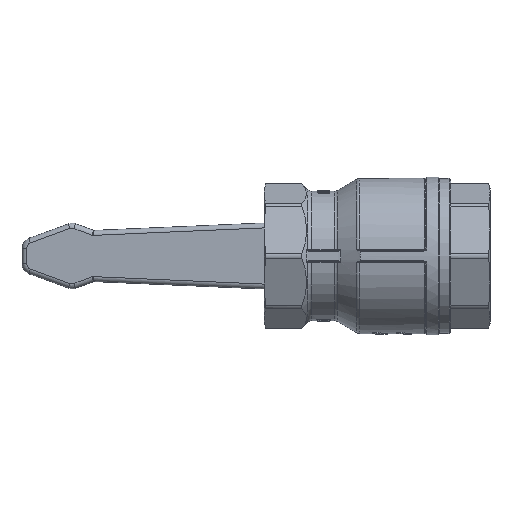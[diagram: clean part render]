
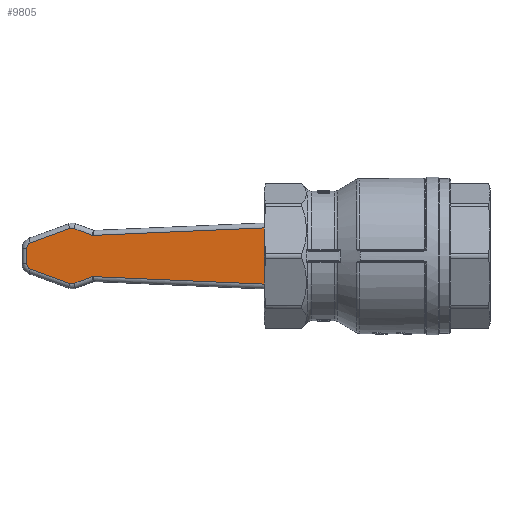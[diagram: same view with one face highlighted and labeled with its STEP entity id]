
A CAD part, front view. The second image highlights one B-rep face of the part: STEP entity #9805.
In plain terms, the highlighted planar face has unit normal (-0.035, -0.999, 0).
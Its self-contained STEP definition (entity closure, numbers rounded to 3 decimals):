
#172 = DIRECTION ( 'NONE',  ( -0.998, 0.035, 0.044 ) ) ;
#278 = ORIENTED_EDGE ( 'NONE', *, *, #38786, .F. ) ;
#491 = ORIENTED_EDGE ( 'NONE', *, *, #19294, .F. ) ;
#1685 = VERTEX_POINT ( 'NONE', #26394 ) ;
#1804 = DIRECTION ( 'NONE',  ( 0.035, 0.999, 0. ) ) ;
#2744 = ORIENTED_EDGE ( 'NONE', *, *, #38873, .F. ) ;
#2745 = VECTOR ( 'NONE', #18845, 1000. ) ;
#2760 = EDGE_CURVE ( 'NONE', #14897, #1685, #28294, .T. ) ;
#2889 = VERTEX_POINT ( 'NONE', #5979 ) ;
#3555 = VERTEX_POINT ( 'NONE', #15813 ) ;
#4165 = DIRECTION ( 'NONE',  ( 0.035, 0.999, 0. ) ) ;
#5601 = CARTESIAN_POINT ( 'NONE',  ( -61.76, 57.943, 0. ) ) ;
#5979 = CARTESIAN_POINT ( 'NONE',  ( -123.179, 60.088, 7.436 ) ) ;
#6253 = DIRECTION ( 'NONE',  ( -0.819, 0.029, -0.574 ) ) ;
#6897 = LINE ( 'NONE', #36369, #17540 ) ;
#6958 = CARTESIAN_POINT ( 'NONE',  ( -116.398, 59.851, -4.967 ) ) ;
#7215 = CARTESIAN_POINT ( 'NONE',  ( -144.21, 60.822, 2.776 ) ) ;
#7267 = VECTOR ( 'NONE', #24276, 1000. ) ;
#7591 = LINE ( 'NONE', #6958, #7267 ) ;
#7843 = AXIS2_PLACEMENT_3D ( 'NONE', #7215, #4165, #10926 ) ;
#8100 = CARTESIAN_POINT ( 'NONE',  ( -146.209, 60.892, -5. ) ) ;
#8213 = VECTOR ( 'NONE', #23131, 1000. ) ;
#8529 = CIRCLE ( 'NONE', #7843, 2. ) ;
#9765 = DIRECTION ( 'NONE',  ( 0.035, 0.999, 0. ) ) ;
#9805 = ADVANCED_FACE ( 'NONE', ( #14012 ), #37156, .F. ) ;
#9935 = CARTESIAN_POINT ( 'NONE',  ( -116.398, 59.851, 4.967 ) ) ;
#10618 = DIRECTION ( 'NONE',  ( 0.939, -0.033, 0.342 ) ) ;
#10926 = DIRECTION ( 'NONE',  ( -0.819, 0.029, 0.574 ) ) ;
#11173 = EDGE_CURVE ( 'NONE', #22651, #12984, #27184, .T. ) ;
#11629 = VERTEX_POINT ( 'NONE', #19081 ) ;
#12148 = ORIENTED_EDGE ( 'NONE', *, *, #11173, .F. ) ;
#12589 = CARTESIAN_POINT ( 'NONE',  ( -129.535, 60.31, -9.751 ) ) ;
#12984 = VERTEX_POINT ( 'NONE', #14883 ) ;
#13457 = CARTESIAN_POINT ( 'NONE',  ( -122.409, 60.061, -7.318 ) ) ;
#14012 = FACE_OUTER_BOUND ( 'NONE', #41631, .T. ) ;
#14139 = VERTEX_POINT ( 'NONE', #31968 ) ;
#14410 = VERTEX_POINT ( 'NONE', #12589 ) ;
#14847 = LINE ( 'NONE', #8100, #32211 ) ;
#14883 = CARTESIAN_POINT ( 'NONE',  ( -146.209, 60.892, -2.776 ) ) ;
#14897 = VERTEX_POINT ( 'NONE', #24593 ) ;
#15098 = EDGE_CURVE ( 'NONE', #42461, #30379, #38553, .T. ) ;
#15578 = EDGE_CURVE ( 'NONE', #11629, #2889, #33278, .T. ) ;
#15813 = CARTESIAN_POINT ( 'NONE',  ( -130.902, 60.358, -9.751 ) ) ;
#16010 = DIRECTION ( 'NONE',  ( 0.035, 0.999, 0. ) ) ;
#16304 = VERTEX_POINT ( 'NONE', #24373 ) ;
#16434 = AXIS2_PLACEMENT_3D ( 'NONE', #28420, #25412, #25837 ) ;
#16522 = DIRECTION ( 'NONE',  ( -0.939, 0.033, 0.342 ) ) ;
#16703 = CIRCLE ( 'NONE', #33951, 2. ) ;
#16896 = AXIS2_PLACEMENT_3D ( 'NONE', #28791, #9765, #6253 ) ;
#16901 = EDGE_CURVE ( 'NONE', #14410, #3555, #16703, .T. ) ;
#17070 = DIRECTION ( 'NONE',  ( 0.035, 0.999, 0. ) ) ;
#17445 = AXIS2_PLACEMENT_3D ( 'NONE', #41667, #1804, #24789 ) ;
#17540 = VECTOR ( 'NONE', #10618, 1000. ) ;
#18799 = EDGE_CURVE ( 'NONE', #28329, #11629, #29192, .T. ) ;
#18837 = ORIENTED_EDGE ( 'NONE', *, *, #15578, .F. ) ;
#18845 = DIRECTION ( 'NONE',  ( 0., 0., -1. ) ) ;
#19081 = CARTESIAN_POINT ( 'NONE',  ( -129.535, 60.31, 9.751 ) ) ;
#19294 = EDGE_CURVE ( 'NONE', #3555, #22651, #26865, .T. ) ;
#19548 = EDGE_CURVE ( 'NONE', #14139, #28329, #6897, .T. ) ;
#19704 = EDGE_CURVE ( 'NONE', #16304, #14139, #8529, .T. ) ;
#22289 = VECTOR ( 'NONE', #16522, 1000. ) ;
#22651 = VERTEX_POINT ( 'NONE', #35463 ) ;
#22763 = ORIENTED_EDGE ( 'NONE', *, *, #31838, .F. ) ;
#23131 = DIRECTION ( 'NONE',  ( 0.939, -0.033, -0.342 ) ) ;
#23517 = DIRECTION ( 'NONE',  ( 0., 0., 1. ) ) ;
#23583 = LINE ( 'NONE', #36165, #38965 ) ;
#23612 = EDGE_CURVE ( 'NONE', #1685, #25870, #42420, .T. ) ;
#23931 = DIRECTION ( 'NONE',  ( 0., 0., 1. ) ) ;
#24038 = ORIENTED_EDGE ( 'NONE', *, *, #2760, .F. ) ;
#24276 = DIRECTION ( 'NONE',  ( -0.939, 0.033, -0.342 ) ) ;
#24333 = CARTESIAN_POINT ( 'NONE',  ( -130.902, 60.358, 9.751 ) ) ;
#24373 = CARTESIAN_POINT ( 'NONE',  ( -146.209, 60.892, 2.776 ) ) ;
#24593 = CARTESIAN_POINT ( 'NONE',  ( -122.409, 60.061, 7.318 ) ) ;
#24789 = DIRECTION ( 'NONE',  ( 0., 0., -1. ) ) ;
#24845 = DIRECTION ( 'NONE',  ( 0.998, -0.035, 0.044 ) ) ;
#25412 = DIRECTION ( 'NONE',  ( -0.035, -0.999, 0. ) ) ;
#25837 = DIRECTION ( 'NONE',  ( -0.152, 0.005, 0.988 ) ) ;
#25870 = VERTEX_POINT ( 'NONE', #28449 ) ;
#26394 = CARTESIAN_POINT ( 'NONE',  ( -61.76, 57.943, 9.967 ) ) ;
#26865 = LINE ( 'NONE', #32963, #22289 ) ;
#27156 = CIRCLE ( 'NONE', #29286, 2. ) ;
#27184 = CIRCLE ( 'NONE', #16896, 2. ) ;
#27479 = ORIENTED_EDGE ( 'NONE', *, *, #19704, .F. ) ;
#28294 = LINE ( 'NONE', #41501, #31865 ) ;
#28329 = VERTEX_POINT ( 'NONE', #24333 ) ;
#28420 = CARTESIAN_POINT ( 'NONE',  ( -122.496, 60.064, -9.316 ) ) ;
#28449 = CARTESIAN_POINT ( 'NONE',  ( -61.76, 57.943, -9.967 ) ) ;
#28487 = AXIS2_PLACEMENT_3D ( 'NONE', #30453, #17070, #23517 ) ;
#28647 = ORIENTED_EDGE ( 'NONE', *, *, #23612, .F. ) ;
#28791 = CARTESIAN_POINT ( 'NONE',  ( -144.21, 60.822, -2.776 ) ) ;
#29192 = CIRCLE ( 'NONE', #28487, 2. ) ;
#29286 = AXIS2_PLACEMENT_3D ( 'NONE', #30935, #30308, #34599 ) ;
#30308 = DIRECTION ( 'NONE',  ( -0.035, -0.999, 0. ) ) ;
#30379 = VERTEX_POINT ( 'NONE', #39194 ) ;
#30453 = CARTESIAN_POINT ( 'NONE',  ( -130.219, 60.334, 7.872 ) ) ;
#30935 = CARTESIAN_POINT ( 'NONE',  ( -122.496, 60.064, 9.316 ) ) ;
#31838 = EDGE_CURVE ( 'NONE', #30379, #14410, #7591, .T. ) ;
#31865 = VECTOR ( 'NONE', #24845, 1000. ) ;
#31968 = CARTESIAN_POINT ( 'NONE',  ( -144.894, 60.846, 4.655 ) ) ;
#32211 = VECTOR ( 'NONE', #23931, 1000. ) ;
#32234 = DIRECTION ( 'NONE',  ( 0., 0., -1. ) ) ;
#32472 = EDGE_CURVE ( 'NONE', #12984, #16304, #14847, .T. ) ;
#32963 = CARTESIAN_POINT ( 'NONE',  ( -127.606, 60.243, -10.952 ) ) ;
#33278 = LINE ( 'NONE', #9935, #8213 ) ;
#33951 = AXIS2_PLACEMENT_3D ( 'NONE', #36123, #16010, #32234 ) ;
#34481 = ORIENTED_EDGE ( 'NONE', *, *, #16901, .F. ) ;
#34599 = DIRECTION ( 'NONE',  ( -0.152, 0.005, -0.988 ) ) ;
#35463 = CARTESIAN_POINT ( 'NONE',  ( -144.894, 60.846, -4.655 ) ) ;
#36123 = CARTESIAN_POINT ( 'NONE',  ( -130.219, 60.334, -7.872 ) ) ;
#36165 = CARTESIAN_POINT ( 'NONE',  ( -112.858, 59.728, -7.735 ) ) ;
#36369 = CARTESIAN_POINT ( 'NONE',  ( -127.606, 60.243, 10.952 ) ) ;
#37156 = PLANE ( 'NONE',  #17445 ) ;
#38389 = ORIENTED_EDGE ( 'NONE', *, *, #32472, .F. ) ;
#38553 = CIRCLE ( 'NONE', #16434, 2. ) ;
#38786 = EDGE_CURVE ( 'NONE', #25870, #42461, #23583, .T. ) ;
#38873 = EDGE_CURVE ( 'NONE', #2889, #14897, #27156, .T. ) ;
#38965 = VECTOR ( 'NONE', #172, 1000. ) ;
#39127 = ORIENTED_EDGE ( 'NONE', *, *, #19548, .F. ) ;
#39194 = CARTESIAN_POINT ( 'NONE',  ( -123.179, 60.088, -7.436 ) ) ;
#39227 = ORIENTED_EDGE ( 'NONE', *, *, #18799, .F. ) ;
#40822 = ORIENTED_EDGE ( 'NONE', *, *, #15098, .F. ) ;
#41501 = CARTESIAN_POINT ( 'NONE',  ( -112.858, 59.728, 7.735 ) ) ;
#41631 = EDGE_LOOP ( 'NONE', ( #28647, #24038, #2744, #18837, #39227, #39127, #27479, #38389, #12148, #491, #34481, #22763, #40822, #278 ) ) ;
#41667 = CARTESIAN_POINT ( 'NONE',  ( -102.554, 59.368, 0. ) ) ;
#42420 = LINE ( 'NONE', #5601, #2745 ) ;
#42461 = VERTEX_POINT ( 'NONE', #13457 ) ;
